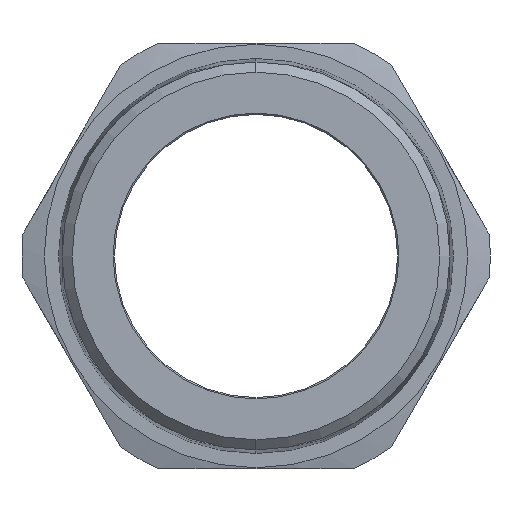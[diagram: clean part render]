
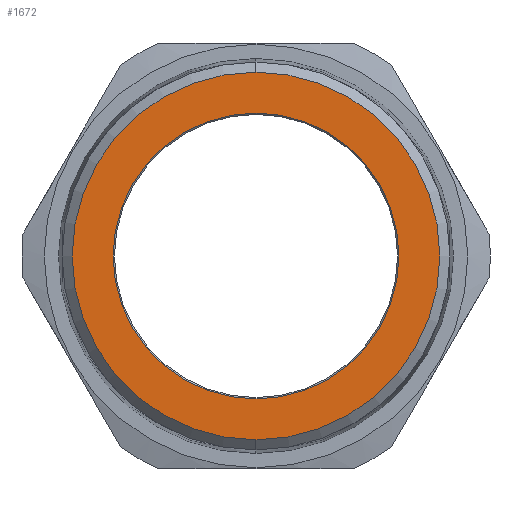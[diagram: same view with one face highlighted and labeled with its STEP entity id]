
A CAD part, left-side view. The second image highlights one B-rep face of the part: STEP entity #1672.
In plain terms, the highlighted planar face has unit normal (-1, 0, 0).
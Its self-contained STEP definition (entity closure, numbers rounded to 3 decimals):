
#62 = AXIS2_PLACEMENT_3D ( 'NONE', #1224, #2011, #185 ) ;
#80 = CARTESIAN_POINT ( 'NONE',  ( -71.8, 0., -26.525 ) ) ;
#185 = DIRECTION ( 'NONE',  ( 0., 0., 1. ) ) ;
#247 = VERTEX_POINT ( 'NONE', #80 ) ;
#411 = VERTEX_POINT ( 'NONE', #1385 ) ;
#473 = ORIENTED_EDGE ( 'NONE', *, *, #1786, .T. ) ;
#818 = CARTESIAN_POINT ( 'NONE',  ( -71.8, 0., 0. ) ) ;
#835 = VERTEX_POINT ( 'NONE', #1919 ) ;
#911 = EDGE_CURVE ( 'NONE', #411, #247, #3137, .T. ) ;
#945 = FACE_OUTER_BOUND ( 'NONE', #1906, .T. ) ;
#1093 = EDGE_LOOP ( 'NONE', ( #3300, #2279 ) ) ;
#1201 = VERTEX_POINT ( 'NONE', #2120 ) ;
#1224 = CARTESIAN_POINT ( 'NONE',  ( -71.8, 0., 0. ) ) ;
#1293 = DIRECTION ( 'NONE',  ( -1., 0., 0. ) ) ;
#1337 = AXIS2_PLACEMENT_3D ( 'NONE', #818, #1293, #3093 ) ;
#1379 = CIRCLE ( 'NONE', #1452, 34.118 ) ;
#1385 = CARTESIAN_POINT ( 'NONE',  ( -71.8, 0., 26.525 ) ) ;
#1427 = DIRECTION ( 'NONE',  ( 0., 0., 1. ) ) ;
#1432 = EDGE_CURVE ( 'NONE', #835, #1201, #2190, .T. ) ;
#1452 = AXIS2_PLACEMENT_3D ( 'NONE', #3154, #2096, #3128 ) ;
#1489 = FACE_BOUND ( 'NONE', #1093, .T. ) ;
#1672 = ADVANCED_FACE ( 'NONE', ( #1489, #945 ), #1785, .T. ) ;
#1785 = PLANE ( 'NONE',  #1337 ) ;
#1786 = EDGE_CURVE ( 'NONE', #1201, #835, #1379, .T. ) ;
#1906 = EDGE_LOOP ( 'NONE', ( #473, #3007 ) ) ;
#1919 = CARTESIAN_POINT ( 'NONE',  ( -71.8, 0., 34.118 ) ) ;
#1921 = CARTESIAN_POINT ( 'NONE',  ( -71.8, 0., 0. ) ) ;
#1929 = DIRECTION ( 'NONE',  ( -1., 0., 0. ) ) ;
#1944 = DIRECTION ( 'NONE',  ( 0., 0., 1. ) ) ;
#2011 = DIRECTION ( 'NONE',  ( 1., 0., 0. ) ) ;
#2096 = DIRECTION ( 'NONE',  ( -1., 0., 0. ) ) ;
#2120 = CARTESIAN_POINT ( 'NONE',  ( -71.8, 0., -34.118 ) ) ;
#2190 = CIRCLE ( 'NONE', #2768, 34.118 ) ;
#2279 = ORIENTED_EDGE ( 'NONE', *, *, #2340, .T. ) ;
#2340 = EDGE_CURVE ( 'NONE', #247, #411, #2564, .T. ) ;
#2564 = CIRCLE ( 'NONE', #2609, 26.525 ) ;
#2609 = AXIS2_PLACEMENT_3D ( 'NONE', #1921, #2978, #1427 ) ;
#2768 = AXIS2_PLACEMENT_3D ( 'NONE', #3203, #1929, #1944 ) ;
#2978 = DIRECTION ( 'NONE',  ( 1., 0., 0. ) ) ;
#3007 = ORIENTED_EDGE ( 'NONE', *, *, #1432, .T. ) ;
#3093 = DIRECTION ( 'NONE',  ( 0., 0., 1. ) ) ;
#3128 = DIRECTION ( 'NONE',  ( 0., 0., 1. ) ) ;
#3137 = CIRCLE ( 'NONE', #62, 26.525 ) ;
#3154 = CARTESIAN_POINT ( 'NONE',  ( -71.8, 0., 0. ) ) ;
#3203 = CARTESIAN_POINT ( 'NONE',  ( -71.8, 0., 0. ) ) ;
#3300 = ORIENTED_EDGE ( 'NONE', *, *, #911, .T. ) ;
